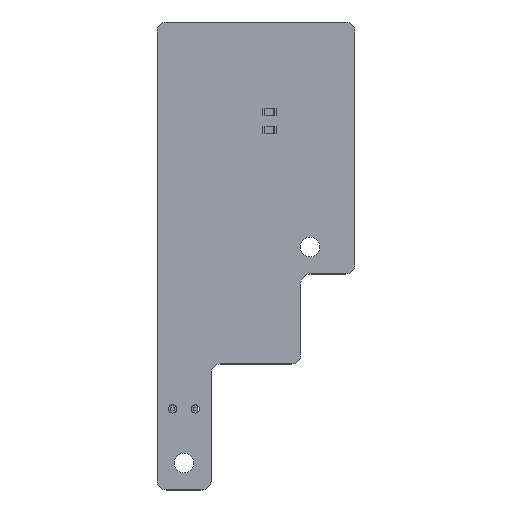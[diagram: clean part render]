
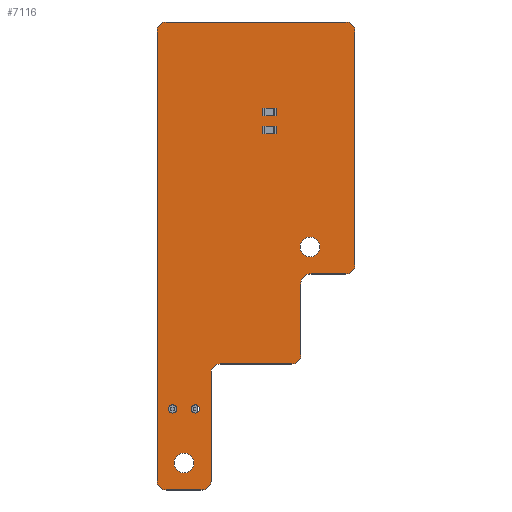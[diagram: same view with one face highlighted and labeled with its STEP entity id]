
A CAD part, top view. The second image highlights one B-rep face of the part: STEP entity #7116.
In plain terms, the highlighted planar face has unit normal (0, 0, 1).
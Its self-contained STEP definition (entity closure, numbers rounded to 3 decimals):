
#6855 = VERTEX_POINT('',#6856);
#6856 = CARTESIAN_POINT('',(4.,25.,1.59));
#6862 = EDGE_CURVE('',#6855,#6863,#6865,.T.);
#6863 = VERTEX_POINT('',#6864);
#6864 = CARTESIAN_POINT('',(5.,24.,1.59));
#6865 = CIRCLE('',#6866,1.);
#6866 = AXIS2_PLACEMENT_3D('',#6867,#6868,#6869);
#6867 = CARTESIAN_POINT('',(4.,24.,1.59));
#6868 = DIRECTION('',(0.,0.,-1.));
#6869 = DIRECTION('',(0.,1.,0.));
#6897 = VERTEX_POINT('',#6898);
#6898 = CARTESIAN_POINT('',(-16.,25.,1.59));
#6904 = EDGE_CURVE('',#6897,#6855,#6905,.T.);
#6905 = LINE('',#6906,#6907);
#6906 = CARTESIAN_POINT('',(-16.,25.,1.59));
#6907 = VECTOR('',#6908,1.);
#6908 = DIRECTION('',(1.,0.,0.));
#6926 = EDGE_CURVE('',#6863,#6927,#6929,.T.);
#6927 = VERTEX_POINT('',#6928);
#6928 = CARTESIAN_POINT('',(5.,-2.,1.59));
#6929 = LINE('',#6930,#6931);
#6930 = CARTESIAN_POINT('',(5.,24.,1.59));
#6931 = VECTOR('',#6932,1.);
#6932 = DIRECTION('',(0.,-1.,0.));
#7116 = ADVANCED_FACE('',(#7117,#7231,#7242,#7253,#7264),#7275,.T.);
#7117 = FACE_BOUND('',#7118,.T.);
#7118 = EDGE_LOOP('',(#7119,#7120,#7121,#7130,#7138,#7147,#7155,#7164,
    #7172,#7181,#7189,#7198,#7206,#7215,#7223,#7230));
#7119 = ORIENTED_EDGE('',*,*,#6862,.F.);
#7120 = ORIENTED_EDGE('',*,*,#6904,.F.);
#7121 = ORIENTED_EDGE('',*,*,#7122,.F.);
#7122 = EDGE_CURVE('',#7123,#6897,#7125,.T.);
#7123 = VERTEX_POINT('',#7124);
#7124 = CARTESIAN_POINT('',(-17.,24.,1.59));
#7125 = CIRCLE('',#7126,1.);
#7126 = AXIS2_PLACEMENT_3D('',#7127,#7128,#7129);
#7127 = CARTESIAN_POINT('',(-16.,24.,1.59));
#7128 = DIRECTION('',(0.,0.,-1.));
#7129 = DIRECTION('',(-1.,0.,0.));
#7130 = ORIENTED_EDGE('',*,*,#7131,.F.);
#7131 = EDGE_CURVE('',#7132,#7123,#7134,.T.);
#7132 = VERTEX_POINT('',#7133);
#7133 = CARTESIAN_POINT('',(-17.,-26.,1.59));
#7134 = LINE('',#7135,#7136);
#7135 = CARTESIAN_POINT('',(-17.,-26.,1.59));
#7136 = VECTOR('',#7137,1.);
#7137 = DIRECTION('',(0.,1.,0.));
#7138 = ORIENTED_EDGE('',*,*,#7139,.F.);
#7139 = EDGE_CURVE('',#7140,#7132,#7142,.T.);
#7140 = VERTEX_POINT('',#7141);
#7141 = CARTESIAN_POINT('',(-16.,-27.,1.59));
#7142 = CIRCLE('',#7143,1.);
#7143 = AXIS2_PLACEMENT_3D('',#7144,#7145,#7146);
#7144 = CARTESIAN_POINT('',(-16.,-26.,1.59));
#7145 = DIRECTION('',(0.,0.,-1.));
#7146 = DIRECTION('',(0.,-1.,-0.));
#7147 = ORIENTED_EDGE('',*,*,#7148,.F.);
#7148 = EDGE_CURVE('',#7149,#7140,#7151,.T.);
#7149 = VERTEX_POINT('',#7150);
#7150 = CARTESIAN_POINT('',(-12.,-27.,1.59));
#7151 = LINE('',#7152,#7153);
#7152 = CARTESIAN_POINT('',(-12.,-27.,1.59));
#7153 = VECTOR('',#7154,1.);
#7154 = DIRECTION('',(-1.,0.,0.));
#7155 = ORIENTED_EDGE('',*,*,#7156,.F.);
#7156 = EDGE_CURVE('',#7157,#7149,#7159,.T.);
#7157 = VERTEX_POINT('',#7158);
#7158 = CARTESIAN_POINT('',(-11.,-26.,1.59));
#7159 = CIRCLE('',#7160,1.);
#7160 = AXIS2_PLACEMENT_3D('',#7161,#7162,#7163);
#7161 = CARTESIAN_POINT('',(-12.,-26.,1.59));
#7162 = DIRECTION('',(0.,0.,-1.));
#7163 = DIRECTION('',(1.,0.,0.));
#7164 = ORIENTED_EDGE('',*,*,#7165,.F.);
#7165 = EDGE_CURVE('',#7166,#7157,#7168,.T.);
#7166 = VERTEX_POINT('',#7167);
#7167 = CARTESIAN_POINT('',(-11.,-14.,1.59));
#7168 = LINE('',#7169,#7170);
#7169 = CARTESIAN_POINT('',(-11.,-14.,1.59));
#7170 = VECTOR('',#7171,1.);
#7171 = DIRECTION('',(0.,-1.,0.));
#7172 = ORIENTED_EDGE('',*,*,#7173,.F.);
#7173 = EDGE_CURVE('',#7174,#7166,#7176,.T.);
#7174 = VERTEX_POINT('',#7175);
#7175 = CARTESIAN_POINT('',(-10.,-13.,1.59));
#7176 = CIRCLE('',#7177,1.);
#7177 = AXIS2_PLACEMENT_3D('',#7178,#7179,#7180);
#7178 = CARTESIAN_POINT('',(-10.,-14.,1.59));
#7179 = DIRECTION('',(0.,0.,1.));
#7180 = DIRECTION('',(0.,1.,0.));
#7181 = ORIENTED_EDGE('',*,*,#7182,.F.);
#7182 = EDGE_CURVE('',#7183,#7174,#7185,.T.);
#7183 = VERTEX_POINT('',#7184);
#7184 = CARTESIAN_POINT('',(-2.,-13.,1.59));
#7185 = LINE('',#7186,#7187);
#7186 = CARTESIAN_POINT('',(-2.,-13.,1.59));
#7187 = VECTOR('',#7188,1.);
#7188 = DIRECTION('',(-1.,0.,0.));
#7189 = ORIENTED_EDGE('',*,*,#7190,.F.);
#7190 = EDGE_CURVE('',#7191,#7183,#7193,.T.);
#7191 = VERTEX_POINT('',#7192);
#7192 = CARTESIAN_POINT('',(-1.,-12.,1.59));
#7193 = CIRCLE('',#7194,1.);
#7194 = AXIS2_PLACEMENT_3D('',#7195,#7196,#7197);
#7195 = CARTESIAN_POINT('',(-2.,-12.,1.59));
#7196 = DIRECTION('',(0.,0.,-1.));
#7197 = DIRECTION('',(1.,0.,0.));
#7198 = ORIENTED_EDGE('',*,*,#7199,.F.);
#7199 = EDGE_CURVE('',#7200,#7191,#7202,.T.);
#7200 = VERTEX_POINT('',#7201);
#7201 = CARTESIAN_POINT('',(-1.,-4.,1.59));
#7202 = LINE('',#7203,#7204);
#7203 = CARTESIAN_POINT('',(-1.,-4.,1.59));
#7204 = VECTOR('',#7205,1.);
#7205 = DIRECTION('',(0.,-1.,0.));
#7206 = ORIENTED_EDGE('',*,*,#7207,.F.);
#7207 = EDGE_CURVE('',#7208,#7200,#7210,.T.);
#7208 = VERTEX_POINT('',#7209);
#7209 = CARTESIAN_POINT('',(0.,-3.,1.59));
#7210 = CIRCLE('',#7211,1.);
#7211 = AXIS2_PLACEMENT_3D('',#7212,#7213,#7214);
#7212 = CARTESIAN_POINT('',(0.,-4.,1.59));
#7213 = DIRECTION('',(0.,0.,1.));
#7214 = DIRECTION('',(0.,1.,0.));
#7215 = ORIENTED_EDGE('',*,*,#7216,.F.);
#7216 = EDGE_CURVE('',#7217,#7208,#7219,.T.);
#7217 = VERTEX_POINT('',#7218);
#7218 = CARTESIAN_POINT('',(4.,-3.,1.59));
#7219 = LINE('',#7220,#7221);
#7220 = CARTESIAN_POINT('',(4.,-3.,1.59));
#7221 = VECTOR('',#7222,1.);
#7222 = DIRECTION('',(-1.,0.,0.));
#7223 = ORIENTED_EDGE('',*,*,#7224,.F.);
#7224 = EDGE_CURVE('',#6927,#7217,#7225,.T.);
#7225 = CIRCLE('',#7226,1.);
#7226 = AXIS2_PLACEMENT_3D('',#7227,#7228,#7229);
#7227 = CARTESIAN_POINT('',(4.,-2.,1.59));
#7228 = DIRECTION('',(0.,0.,-1.));
#7229 = DIRECTION('',(1.,0.,0.));
#7230 = ORIENTED_EDGE('',*,*,#6926,.F.);
#7231 = FACE_BOUND('',#7232,.T.);
#7232 = EDGE_LOOP('',(#7233));
#7233 = ORIENTED_EDGE('',*,*,#7234,.T.);
#7234 = EDGE_CURVE('',#7235,#7235,#7237,.T.);
#7235 = VERTEX_POINT('',#7236);
#7236 = CARTESIAN_POINT('',(-14.,-25.1,1.59));
#7237 = CIRCLE('',#7238,1.1);
#7238 = AXIS2_PLACEMENT_3D('',#7239,#7240,#7241);
#7239 = CARTESIAN_POINT('',(-14.,-24.,1.59));
#7240 = DIRECTION('',(-0.,0.,-1.));
#7241 = DIRECTION('',(-0.,-1.,0.));
#7242 = FACE_BOUND('',#7243,.T.);
#7243 = EDGE_LOOP('',(#7244));
#7244 = ORIENTED_EDGE('',*,*,#7245,.T.);
#7245 = EDGE_CURVE('',#7246,#7246,#7248,.T.);
#7246 = VERTEX_POINT('',#7247);
#7247 = CARTESIAN_POINT('',(-15.275,-18.45,1.59));
#7248 = CIRCLE('',#7249,0.45);
#7249 = AXIS2_PLACEMENT_3D('',#7250,#7251,#7252);
#7250 = CARTESIAN_POINT('',(-15.275,-18.,1.59));
#7251 = DIRECTION('',(-0.,0.,-1.));
#7252 = DIRECTION('',(0.,-1.,0.));
#7253 = FACE_BOUND('',#7254,.T.);
#7254 = EDGE_LOOP('',(#7255));
#7255 = ORIENTED_EDGE('',*,*,#7256,.T.);
#7256 = EDGE_CURVE('',#7257,#7257,#7259,.T.);
#7257 = VERTEX_POINT('',#7258);
#7258 = CARTESIAN_POINT('',(-12.735,-18.45,1.59));
#7259 = CIRCLE('',#7260,0.45);
#7260 = AXIS2_PLACEMENT_3D('',#7261,#7262,#7263);
#7261 = CARTESIAN_POINT('',(-12.735,-18.,1.59));
#7262 = DIRECTION('',(-0.,0.,-1.));
#7263 = DIRECTION('',(-0.,-1.,0.));
#7264 = FACE_BOUND('',#7265,.T.);
#7265 = EDGE_LOOP('',(#7266));
#7266 = ORIENTED_EDGE('',*,*,#7267,.T.);
#7267 = EDGE_CURVE('',#7268,#7268,#7270,.T.);
#7268 = VERTEX_POINT('',#7269);
#7269 = CARTESIAN_POINT('',(0.,-1.1,1.59));
#7270 = CIRCLE('',#7271,1.1);
#7271 = AXIS2_PLACEMENT_3D('',#7272,#7273,#7274);
#7272 = CARTESIAN_POINT('',(0.,0.,1.59)
  );
#7273 = DIRECTION('',(-0.,0.,-1.));
#7274 = DIRECTION('',(0.,-1.,-0.));
#7275 = PLANE('',#7276);
#7276 = AXIS2_PLACEMENT_3D('',#7277,#7278,#7279);
#7277 = CARTESIAN_POINT('',(0.,0.,1.59));
#7278 = DIRECTION('',(0.,0.,1.));
#7279 = DIRECTION('',(1.,0.,-0.));
